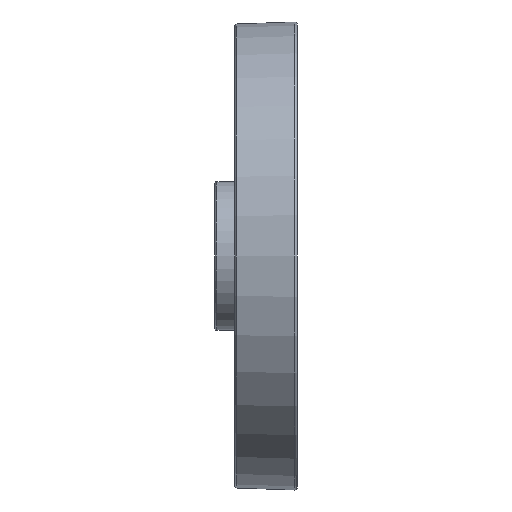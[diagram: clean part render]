
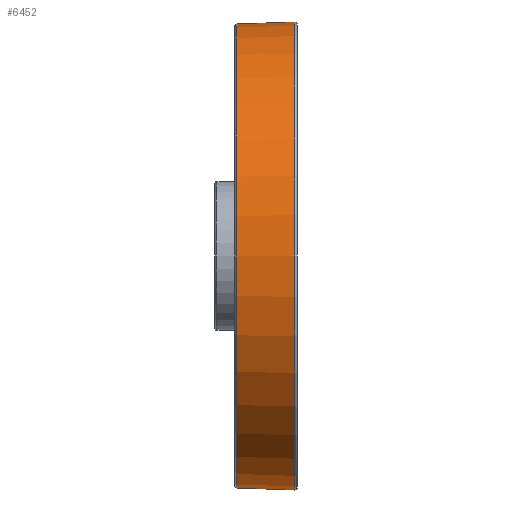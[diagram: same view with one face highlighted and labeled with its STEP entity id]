
A CAD part, left-side view. The second image highlights one B-rep face of the part: STEP entity #6452.
In plain terms, the highlighted conical face has half-angle 2 degrees and reference radius 29.591 mm.
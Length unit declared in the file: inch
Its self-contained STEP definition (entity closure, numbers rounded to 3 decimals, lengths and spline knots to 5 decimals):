
#339 = AXIS2_PLACEMENT_3D ( 'NONE', #10468, #1764, #11325 ) ;
#1507 = CIRCLE ( 'NONE', #2420, 1.16534 ) ;
#1514 = CARTESIAN_POINT ( 'NONE',  ( 0., 0.3125, -1.165 ) ) ;
#1589 = DIRECTION ( 'NONE',  ( 0., 0., 1. ) ) ;
#1764 = DIRECTION ( 'NONE',  ( 0., -1., 0. ) ) ;
#2420 = AXIS2_PLACEMENT_3D ( 'NONE', #11396, #6832, #9617 ) ;
#2487 = EDGE_CURVE ( 'NONE', #7955, #5668, #1507, .T. ) ;
#2730 = CARTESIAN_POINT ( 'NONE',  ( 0., 0.30285, -1.16534 ) ) ;
#2756 = VERTEX_POINT ( 'NONE', #6593 ) ;
#3258 = ORIENTED_EDGE ( 'NONE', *, *, #2487, .T. ) ;
#3557 = FACE_OUTER_BOUND ( 'NONE', #5042, .T. ) ;
#4143 = AXIS2_PLACEMENT_3D ( 'NONE', #6174, #11384, #1589 ) ;
#4305 = EDGE_CURVE ( 'NONE', #10867, #2756, #8390, .T. ) ;
#4442 = LINE ( 'NONE', #7965, #11386 ) ;
#4827 = ORIENTED_EDGE ( 'NONE', *, *, #8588, .T. ) ;
#5042 = EDGE_LOOP ( 'NONE', ( #3258, #4827, #5637, #10261 ) ) ;
#5637 = ORIENTED_EDGE ( 'NONE', *, *, #4305, .T. ) ;
#5668 = VERTEX_POINT ( 'NONE', #2730 ) ;
#5770 = CARTESIAN_POINT ( 'NONE',  ( 0., 0.01035, -1.17555 ) ) ;
#6174 = CARTESIAN_POINT ( 'NONE',  ( 0., 0.01035, 0. ) ) ;
#6452 = ADVANCED_FACE ( 'NONE', ( #3557 ), #7514, .T. ) ;
#6593 = CARTESIAN_POINT ( 'NONE',  ( 0., 0.01035, 1.17555 ) ) ;
#6832 = DIRECTION ( 'NONE',  ( 0., -1., 0. ) ) ;
#6881 = EDGE_CURVE ( 'NONE', #7955, #2756, #4442, .T. ) ;
#7404 = CARTESIAN_POINT ( 'NONE',  ( 0., 0.30285, 1.16534 ) ) ;
#7514 = CONICAL_SURFACE ( 'NONE', #339, 1.165, 0.035 ) ;
#7912 = DIRECTION ( 'NONE',  ( 0., -0.999, 0.035 ) ) ;
#7955 = VERTEX_POINT ( 'NONE', #7404 ) ;
#7965 = CARTESIAN_POINT ( 'NONE',  ( 0., 0.3125, 1.165 ) ) ;
#8390 = CIRCLE ( 'NONE', #4143, 1.17555 ) ;
#8551 = DIRECTION ( 'NONE',  ( 0., -0.999, -0.035 ) ) ;
#8588 = EDGE_CURVE ( 'NONE', #5668, #10867, #9417, .T. ) ;
#9417 = LINE ( 'NONE', #1514, #10454 ) ;
#9617 = DIRECTION ( 'NONE',  ( 0., 0., -1. ) ) ;
#10261 = ORIENTED_EDGE ( 'NONE', *, *, #6881, .F. ) ;
#10454 = VECTOR ( 'NONE', #8551, 39.37008 ) ;
#10468 = CARTESIAN_POINT ( 'NONE',  ( 0., 0.3125, 0. ) ) ;
#10867 = VERTEX_POINT ( 'NONE', #5770 ) ;
#11325 = DIRECTION ( 'NONE',  ( 0., 0., 1. ) ) ;
#11384 = DIRECTION ( 'NONE',  ( 0., 1., 0. ) ) ;
#11386 = VECTOR ( 'NONE', #7912, 39.37008 ) ;
#11396 = CARTESIAN_POINT ( 'NONE',  ( 0., 0.30285, 0. ) ) ;
